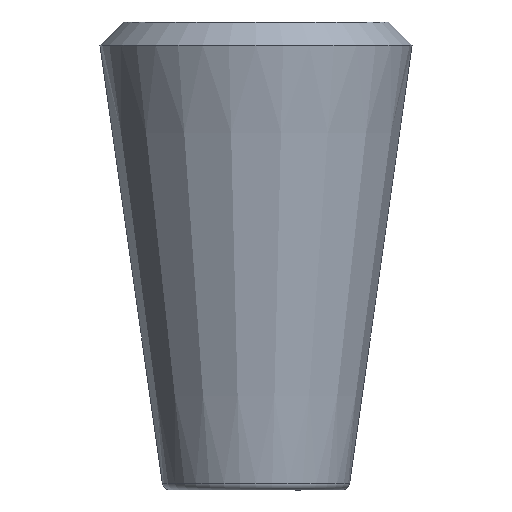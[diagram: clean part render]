
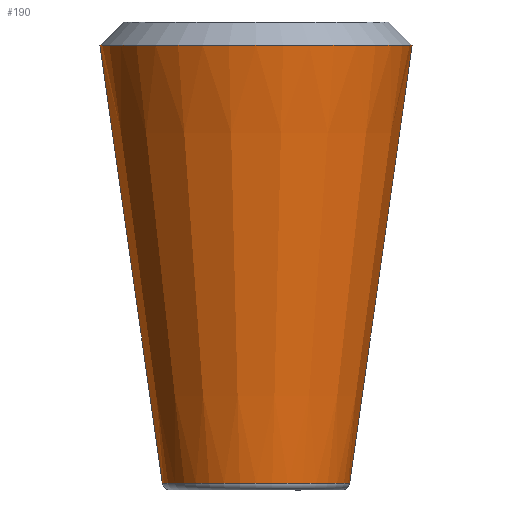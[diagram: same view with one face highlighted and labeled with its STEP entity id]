
A CAD part, front view. The second image highlights one B-rep face of the part: STEP entity #190.
In plain terms, the highlighted conical face has half-angle 8.11 degrees and reference radius 8 mm.
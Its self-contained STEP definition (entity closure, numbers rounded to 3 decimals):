
#92=EDGE_CURVE('',#134,#136,#231,.T.);
#102=VERTEX_POINT('',#242);
#116=EDGE_CURVE('',#102,#134,#257,.T.);
#134=VERTEX_POINT('',#280);
#136=VERTEX_POINT('',#282);
#142=EDGE_CURVE('',#196,#102,#288,.T.);
#160=EDGE_CURVE('',#196,#136,#310,.T.);
#190=ADVANCED_FACE('',(#341),#342,.T.);
#196=VERTEX_POINT('',#348);
#231=LINE('',#375,#376);
#242=CARTESIAN_POINT('',(6.,0.,0.429));
#257=CIRCLE('',#407,6.0);
#280=CARTESIAN_POINT('',(-6.,0.,0.429));
#282=CARTESIAN_POINT('',(-10.,0.,28.5));
#288=LINE('',#444,#445);
#310=CIRCLE('',#473,10.);
#341=FACE_OUTER_BOUND('',#515,.T.);
#342=CONICAL_SURFACE('',#516,8.,0.142);
#348=CARTESIAN_POINT('',(10.,0.,28.5));
#375=CARTESIAN_POINT('',(-8.,0.,14.465));
#376=VECTOR('',#561,1.0);
#407=AXIS2_PLACEMENT_3D('',#594,#595,#596);
#444=CARTESIAN_POINT('',(8.,0.,14.465));
#445=VECTOR('',#633,1.0);
#473=AXIS2_PLACEMENT_3D('',#674,#675,#676);
#515=EDGE_LOOP('',(#699,#700,#701,#702));
#516=AXIS2_PLACEMENT_3D('',#703,#704,#705);
#561=DIRECTION('',(-0.141,0.,0.99));
#594=CARTESIAN_POINT('',(0.,0.,0.429));
#595=DIRECTION('',(0.0,0.0,-1.0));
#596=DIRECTION('',(1.0,0.,0.0));
#633=DIRECTION('',(-0.141,0.,-0.99));
#674=CARTESIAN_POINT('',(0.,0.,28.5));
#675=DIRECTION('',(0.0,0.0,-1.0));
#676=DIRECTION('',(1.0,0.,0.0));
#699=ORIENTED_EDGE('',*,*,#142,.F.);
#700=ORIENTED_EDGE('',*,*,#160,.T.);
#701=ORIENTED_EDGE('',*,*,#92,.F.);
#702=ORIENTED_EDGE('',*,*,#116,.F.);
#703=CARTESIAN_POINT('',(0.,0.,14.465));
#704=DIRECTION('',(-0.0,-0.0,1.0));
#705=DIRECTION('',(1.0,0.,0.0));
